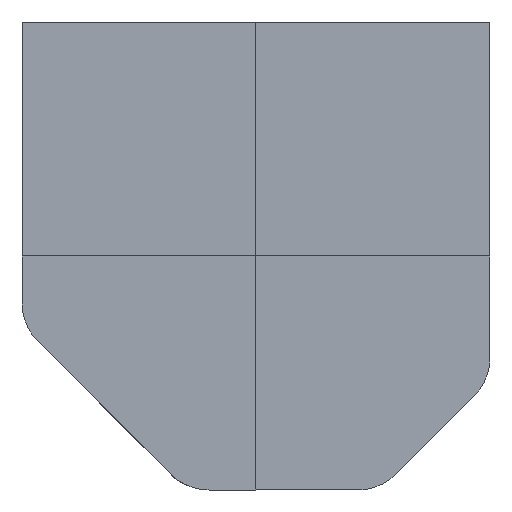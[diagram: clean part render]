
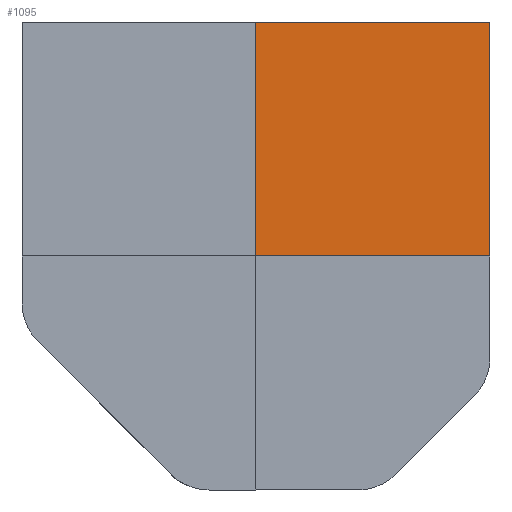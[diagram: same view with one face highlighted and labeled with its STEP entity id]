
A CAD part, front view. The second image highlights one B-rep face of the part: STEP entity #1095.
In plain terms, the highlighted planar face has unit normal (0, -1, 0).
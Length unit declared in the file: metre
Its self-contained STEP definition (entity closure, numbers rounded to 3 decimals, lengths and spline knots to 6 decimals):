
#124=LINE('',#1735,#254);
#136=LINE('',#1762,#266);
#137=LINE('',#1764,#267);
#138=LINE('',#1766,#268);
#254=VECTOR('',#1417,1.);
#266=VECTOR('',#1441,1.);
#267=VECTOR('',#1442,1.);
#268=VECTOR('',#1443,1.);
#510=ORIENTED_EDGE('',*,*,#720,.F.);
#511=ORIENTED_EDGE('',*,*,#706,.T.);
#512=ORIENTED_EDGE('',*,*,#721,.T.);
#513=ORIENTED_EDGE('',*,*,#722,.T.);
#706=EDGE_CURVE('',#825,#826,#124,.T.);
#720=EDGE_CURVE('',#825,#834,#136,.T.);
#721=EDGE_CURVE('',#826,#835,#137,.T.);
#722=EDGE_CURVE('',#835,#834,#138,.T.);
#825=VERTEX_POINT('',#1736);
#826=VERTEX_POINT('',#1737);
#834=VERTEX_POINT('',#1763);
#835=VERTEX_POINT('',#1765);
#909=EDGE_LOOP('',(#510,#511,#512,#513));
#981=FACE_BOUND('',#909,.T.);
#1041=PLANE('',#1186);
#1095=ADVANCED_FACE('',(#981),#1041,.F.);
#1186=AXIS2_PLACEMENT_3D('',#1761,#1439,#1440);
#1417=DIRECTION('',(1.,0.,0.));
#1439=DIRECTION('',(0.,1.,0.));
#1440=DIRECTION('',(0.,0.,1.));
#1441=DIRECTION('',(0.,0.,1.));
#1442=DIRECTION('',(0.,0.,1.));
#1443=DIRECTION('',(-1.,0.,0.));
#1735=CARTESIAN_POINT('',(0.027225,-0.080826,-0.003334));
#1736=CARTESIAN_POINT('',(0.035795,-0.080826,-0.003334));
#1737=CARTESIAN_POINT('',(0.057225,-0.080826,-0.003334));
#1761=CARTESIAN_POINT('',(0.027225,-0.080826,-0.008005));
#1762=CARTESIAN_POINT('',(0.035795,-0.080826,0.018016));
#1763=CARTESIAN_POINT('',(0.035795,-0.080826,0.018016));
#1764=CARTESIAN_POINT('',(0.057225,-0.080826,-0.008005));
#1765=CARTESIAN_POINT('',(0.057225,-0.080826,0.018016));
#1766=CARTESIAN_POINT('',(0.057225,-0.080826,0.018016));
